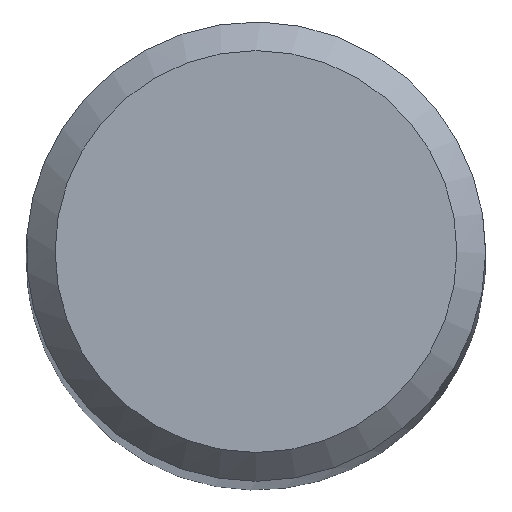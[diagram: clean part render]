
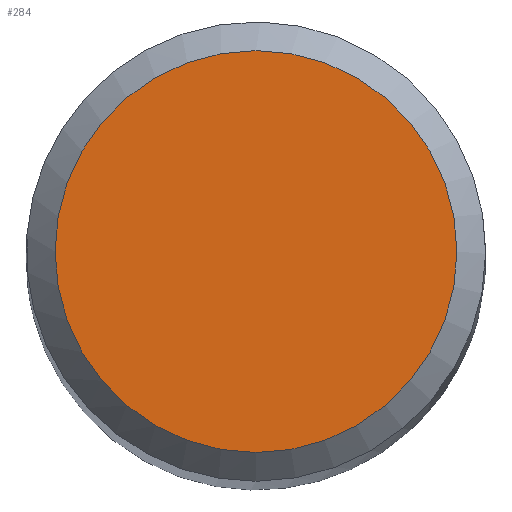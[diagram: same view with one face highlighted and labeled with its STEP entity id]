
A CAD part, top view. The second image highlights one B-rep face of the part: STEP entity #284.
In plain terms, the highlighted planar face has unit normal (0, 0, 1).
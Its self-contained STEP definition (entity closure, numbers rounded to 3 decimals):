
#112=EDGE_CURVE('240[2]',#317,#317,#318,.T.);
#284=ADVANCED_FACE('240[2]',(#563),#564,.T.);
#317=VERTEX_POINT('NONE',#593);
#318=CIRCLE('',#594,7.);
#563=FACE_OUTER_BOUND('',#1029,.T.);
#564=PLANE('',#1030);
#593=CARTESIAN_POINT('',(0.,-7.,178.0));
#594=AXIS2_PLACEMENT_3D('',#1049,#1050,#1051);
#1029=EDGE_LOOP('',(#1327));
#1030=AXIS2_PLACEMENT_3D('',#1328,#1329,#1330);
#1049=CARTESIAN_POINT('',(0.,0.,178.0));
#1050=DIRECTION('',(0.,0.,1.0));
#1051=DIRECTION('',(1.0,0.,0.));
#1327=ORIENTED_EDGE('',*,*,#112,.T.);
#1328=CARTESIAN_POINT('',(0.,0.,178.0));
#1329=DIRECTION('',(0.,0.,1.0));
#1330=DIRECTION('',(-1.0,0.,0.0));
